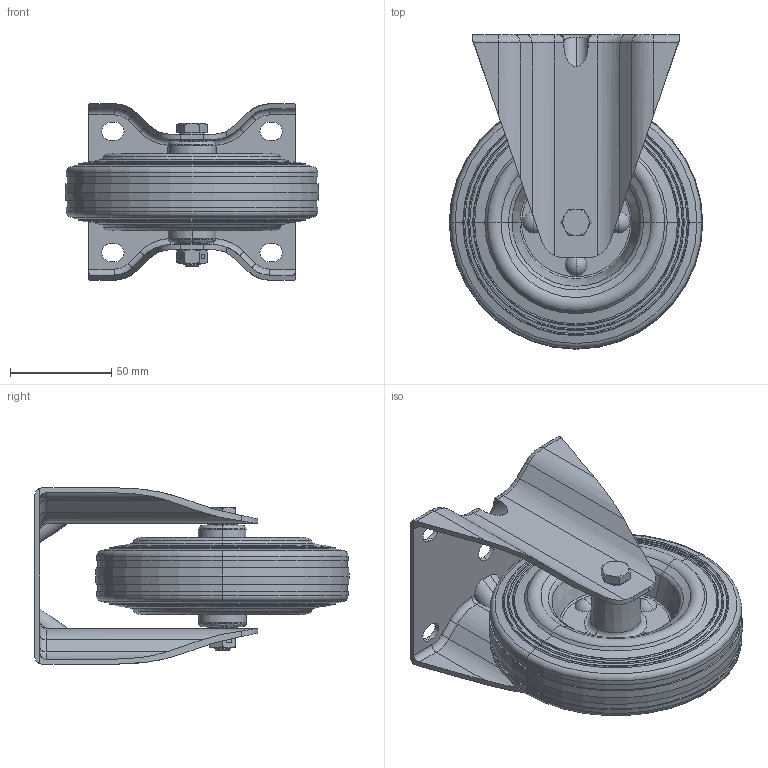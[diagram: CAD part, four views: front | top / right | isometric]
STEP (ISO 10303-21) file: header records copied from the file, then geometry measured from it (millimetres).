
FILE_DESCRIPTION (( 'STEP AP214' ), '1' );
FILE_NAME ('0029358_B-IS-SGS-125-R-grau_(A-01).step', '2019-01-29T10:24:48', ( '' ), ( '' ), 'SwSTEP 2.0', 'SolidWorks 2018', '' );
FILE_SCHEMA (( 'AUTOMOTIVE_DESIGN' ));
Length unit declared in the file: millimetre
Products named in the file (1): 0029358_B-IS-SGS-125-R-grau_(A-01)
Bounding box: 125 x 155 x 87 mm (x, y, z)
Surface area: 100606.6 mm2 (no closed solid volume)
Topology: 0 solids, 17 shells, 377 faces, 920 edges, 555 vertices
Faces by surface type: plane 98, cylinder 92, torus 80, cone 80, bspline 27
Entity records: 16042 total; most frequent: CARTESIAN_POINT 3185, DIRECTION 1894, ORIENTED_EDGE 1750, EDGE_CURVE 904, AXIS2_PLACEMENT_3D 784, VERTEX_POINT 555, CIRCLE 433, EDGE_LOOP 417
